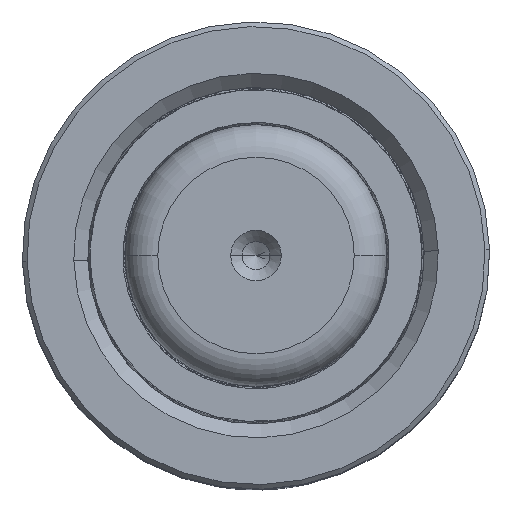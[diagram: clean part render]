
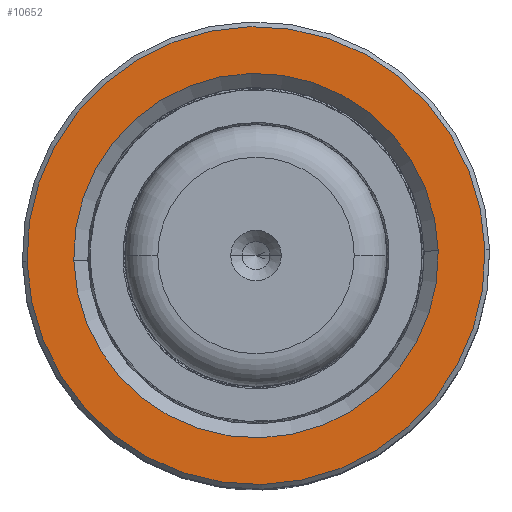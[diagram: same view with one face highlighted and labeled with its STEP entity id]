
A CAD part, top view. The second image highlights one B-rep face of the part: STEP entity #10652.
In plain terms, the highlighted planar face has unit normal (0, 0, 1).
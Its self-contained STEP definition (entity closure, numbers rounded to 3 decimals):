
#751 = AXIS2_PLACEMENT_3D ( 'NONE', #38112, #37910, #28755 ) ;
#1374 = CIRCLE ( 'NONE', #751, 24.5 ) ;
#1427 = VERTEX_POINT ( 'NONE', #6320 ) ;
#2319 = EDGE_CURVE ( 'NONE', #10819, #1427, #33534, .T. ) ;
#2740 = VERTEX_POINT ( 'NONE', #16653 ) ;
#4349 = AXIS2_PLACEMENT_3D ( 'NONE', #4853, #11711, #14704 ) ;
#4503 = DIRECTION ( 'NONE',  ( 1., 0., 0. ) ) ;
#4853 = CARTESIAN_POINT ( 'NONE',  ( 0., 0., 50. ) ) ;
#6320 = CARTESIAN_POINT ( 'NONE',  ( 24.5, 0., 50. ) ) ;
#6911 = DIRECTION ( 'NONE',  ( 0., 0., 1. ) ) ;
#8293 = AXIS2_PLACEMENT_3D ( 'NONE', #34333, #10443, #37297 ) ;
#8942 = VERTEX_POINT ( 'NONE', #18241 ) ;
#10443 = DIRECTION ( 'NONE',  ( 0., 0., -1. ) ) ;
#10652 = ADVANCED_FACE ( 'NONE', ( #14317, #29423 ), #17315, .T. ) ;
#10819 = VERTEX_POINT ( 'NONE', #18813 ) ;
#10913 = CIRCLE ( 'NONE', #17922, 19.5 ) ;
#11254 = DIRECTION ( 'NONE',  ( 0., 0., -1. ) ) ;
#11711 = DIRECTION ( 'NONE',  ( 0., 0., 1. ) ) ;
#13091 = DIRECTION ( 'NONE',  ( 1., 0., 0. ) ) ;
#14317 = FACE_OUTER_BOUND ( 'NONE', #35911, .T. ) ;
#14704 = DIRECTION ( 'NONE',  ( 1., 0., 0. ) ) ;
#16653 = CARTESIAN_POINT ( 'NONE',  ( -19.5, 0., 50. ) ) ;
#17315 = PLANE ( 'NONE',  #4349 ) ;
#17922 = AXIS2_PLACEMENT_3D ( 'NONE', #28956, #11254, #4503 ) ;
#18241 = CARTESIAN_POINT ( 'NONE',  ( 19.5, 0., 50. ) ) ;
#18813 = CARTESIAN_POINT ( 'NONE',  ( -24.5, 0., 50. ) ) ;
#22945 = ORIENTED_EDGE ( 'NONE', *, *, #2319, .T. ) ;
#23547 = CIRCLE ( 'NONE', #8293, 19.5 ) ;
#24776 = ORIENTED_EDGE ( 'NONE', *, *, #33453, .T. ) ;
#28755 = DIRECTION ( 'NONE',  ( 1., 0., 0. ) ) ;
#28956 = CARTESIAN_POINT ( 'NONE',  ( 0., 0., 50. ) ) ;
#29423 = FACE_BOUND ( 'NONE', #36252, .T. ) ;
#30072 = ORIENTED_EDGE ( 'NONE', *, *, #34243, .T. ) ;
#31303 = EDGE_CURVE ( 'NONE', #8942, #2740, #23547, .T. ) ;
#33453 = EDGE_CURVE ( 'NONE', #1427, #10819, #1374, .T. ) ;
#33534 = CIRCLE ( 'NONE', #36072, 24.5 ) ;
#34194 = CARTESIAN_POINT ( 'NONE',  ( 0., 0., 50. ) ) ;
#34243 = EDGE_CURVE ( 'NONE', #2740, #8942, #10913, .T. ) ;
#34333 = CARTESIAN_POINT ( 'NONE',  ( 0., 0., 50. ) ) ;
#35911 = EDGE_LOOP ( 'NONE', ( #22945, #24776 ) ) ;
#36072 = AXIS2_PLACEMENT_3D ( 'NONE', #34194, #6911, #13091 ) ;
#36252 = EDGE_LOOP ( 'NONE', ( #36631, #30072 ) ) ;
#36631 = ORIENTED_EDGE ( 'NONE', *, *, #31303, .T. ) ;
#37297 = DIRECTION ( 'NONE',  ( 1., 0., 0. ) ) ;
#37910 = DIRECTION ( 'NONE',  ( 0., 0., 1. ) ) ;
#38112 = CARTESIAN_POINT ( 'NONE',  ( 0., 0., 50. ) ) ;
